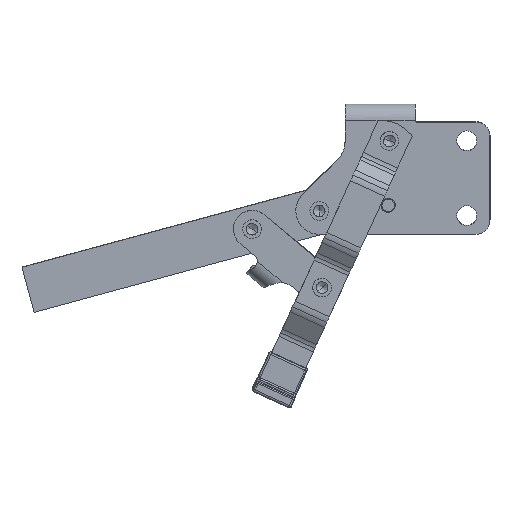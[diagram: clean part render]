
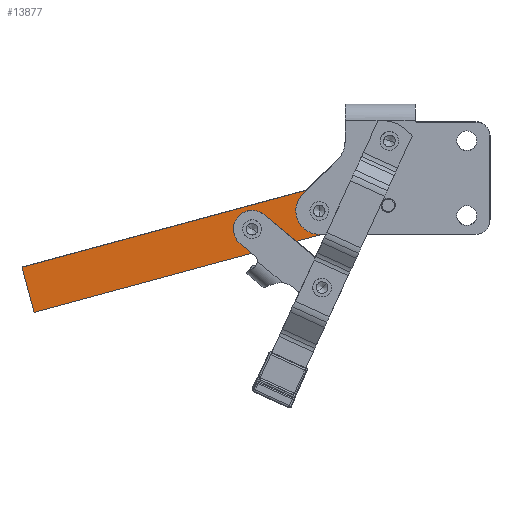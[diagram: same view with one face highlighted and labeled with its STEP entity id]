
A CAD part, left-side view. The second image highlights one B-rep face of the part: STEP entity #13877.
In plain terms, the highlighted planar face has unit normal (-1, 0, -0.013).
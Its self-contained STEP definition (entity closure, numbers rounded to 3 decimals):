
#6880=CARTESIAN_POINT('',(-103.483,10.536,-200.532));
#6881=VERTEX_POINT('',#6880);
#6897=CARTESIAN_POINT('',(-103.46,4.689,-202.35));
#6898=VERTEX_POINT('',#6897);
#6905=CARTESIAN_POINT('',(-103.383,9.807,-208.498));
#6906=DIRECTION('',(1.,0.,0.013));
#6907=DIRECTION('',(-0.012,0.091,0.996));
#6908=AXIS2_PLACEMENT_3D('',#6905,#6906,#6907);
#6909=CIRCLE('',#6908,8.0);
#6910=EDGE_CURVE('',#6881,#6898,#6909,.T.);
#10495=CARTESIAN_POINT('',(-103.317,-9.017,-213.758));
#10496=VERTEX_POINT('',#10495);
#10497=CARTESIAN_POINT('',(-103.253,9.851,-218.869));
#10498=VERTEX_POINT('',#10497);
#11492=CARTESIAN_POINT('',(-103.306,14.926,-214.646));
#11493=VERTEX_POINT('',#11492);
#11494=CARTESIAN_POINT('',(-103.383,9.807,-208.498));
#11495=DIRECTION('',(1.,0.,0.013));
#11496=DIRECTION('',(-0.012,0.091,0.996));
#11497=AXIS2_PLACEMENT_3D('',#11494,#11495,#11496);
#11498=CIRCLE('',#11497,8.0);
#11499=EDGE_CURVE('',#11493,#6881,#11498,.T.);
#11533=CARTESIAN_POINT('',(-103.46,4.689,-202.35));
#11534=DIRECTION('',(0.008,-0.769,-0.64));
#11535=VECTOR('',#11534,17.834);
#11536=LINE('',#11533,#11535);
#11537=EDGE_CURVE('',#6898,#10496,#11536,.T.);
#11593=CARTESIAN_POINT('',(-103.253,9.851,-218.869));
#11594=DIRECTION('',(-0.008,0.769,0.64));
#11595=VECTOR('',#11594,6.602);
#11596=LINE('',#11593,#11595);
#11597=EDGE_CURVE('',#10498,#11493,#11596,.T.);
#13738=CARTESIAN_POINT('',(-103.355,-20.238,-210.719));
#13739=VERTEX_POINT('',#13738);
#13746=CARTESIAN_POINT('',(-103.355,-20.238,-210.719));
#13747=DIRECTION('',(0.003,0.965,-0.261));
#13748=VECTOR('',#13747,11.625);
#13749=LINE('',#13746,#13748);
#13750=EDGE_CURVE('',#13739,#10496,#13749,.T.);
#13753=CARTESIAN_POINT('',(-102.938,102.99,-244.098));
#13754=VERTEX_POINT('',#13753);
#13755=CARTESIAN_POINT('',(-103.253,9.851,-218.869));
#13756=DIRECTION('',(0.003,0.965,-0.261));
#13757=VECTOR('',#13756,96.496);
#13758=LINE('',#13755,#13757);
#13759=EDGE_CURVE('',#10498,#13754,#13758,.T.);
#13797=CARTESIAN_POINT('',(-103.179,108.219,-224.796));
#13798=VERTEX_POINT('',#13797);
#13805=CARTESIAN_POINT('',(-103.592,-13.721,-191.765));
#13806=VERTEX_POINT('',#13805);
#13807=CARTESIAN_POINT('',(-103.179,108.219,-224.796));
#13808=DIRECTION('',(-0.003,-0.965,0.261));
#13809=VECTOR('',#13808,126.335);
#13810=LINE('',#13807,#13809);
#13811=EDGE_CURVE('',#13798,#13806,#13810,.T.);
#13829=CARTESIAN_POINT('',(-102.938,102.99,-244.098));
#13830=DIRECTION('',(-0.012,0.261,0.965));
#13831=VECTOR('',#13830,20.);
#13832=LINE('',#13829,#13831);
#13833=EDGE_CURVE('',#13754,#13798,#13832,.T.);
#13839=CARTESIAN_POINT('',(-103.286,38.522,-216.276));
#13840=DIRECTION('',(1.,0.,0.013));
#13841=DIRECTION('',(-0.003,-0.965,0.261));
#13842=AXIS2_PLACEMENT_3D('',#13839,#13840,#13841);
#13843=PLANE('',#13842);
#13844=ORIENTED_EDGE('',*,*,#11537,.T.);
#13845=ORIENTED_EDGE('',*,*,#13750,.F.);
#13846=CARTESIAN_POINT('',(-103.355,-18.908,-210.719));
#13847=VERTEX_POINT('',#13846);
#13848=CARTESIAN_POINT('',(-103.355,-18.908,-210.719));
#13849=DIRECTION('',(0.0,-1.0,0.0));
#13850=VECTOR('',#13849,1.331);
#13851=LINE('',#13848,#13850);
#13852=EDGE_CURVE('',#13847,#13739,#13851,.T.);
#13853=ORIENTED_EDGE('',*,*,#13852,.F.);
#13854=CARTESIAN_POINT('',(-103.569,-11.837,-193.649));
#13855=VERTEX_POINT('',#13854);
#13856=CARTESIAN_POINT('',(-103.48,-18.908,-200.719));
#13857=DIRECTION('',(1.,0.,0.013));
#13858=DIRECTION('',(-0.009,0.707,0.707));
#13859=AXIS2_PLACEMENT_3D('',#13856,#13857,#13858);
#13860=CIRCLE('',#13859,10.);
#13861=EDGE_CURVE('',#13847,#13855,#13860,.T.);
#13862=ORIENTED_EDGE('',*,*,#13861,.T.);
#13863=CARTESIAN_POINT('',(-103.569,-11.837,-193.649));
#13864=DIRECTION('',(-0.009,-0.707,0.707));
#13865=VECTOR('',#13864,2.665);
#13866=LINE('',#13863,#13865);
#13867=EDGE_CURVE('',#13855,#13806,#13866,.T.);
#13868=ORIENTED_EDGE('',*,*,#13867,.T.);
#13869=ORIENTED_EDGE('',*,*,#13811,.F.);
#13870=ORIENTED_EDGE('',*,*,#13833,.F.);
#13871=ORIENTED_EDGE('',*,*,#13759,.F.);
#13872=ORIENTED_EDGE('',*,*,#11597,.T.);
#13873=ORIENTED_EDGE('',*,*,#11499,.T.);
#13874=ORIENTED_EDGE('',*,*,#6910,.T.);
#13875=EDGE_LOOP('',(#13844,#13845,#13853,#13862,#13868,#13869,#13870,#13871,#13872,#13873,#13874));
#13876=FACE_OUTER_BOUND('',#13875,.T.);
#13877=ADVANCED_FACE('',(#13876),#13843,.F.);
